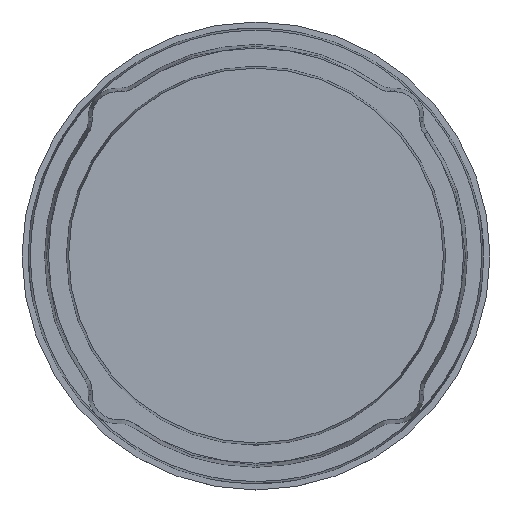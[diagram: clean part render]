
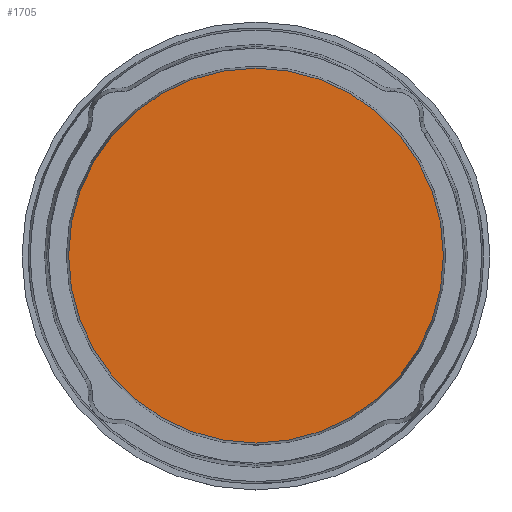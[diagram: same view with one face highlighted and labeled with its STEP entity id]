
A CAD part, top view. The second image highlights one B-rep face of the part: STEP entity #1705.
In plain terms, the highlighted planar face has unit normal (0, 0, 1).
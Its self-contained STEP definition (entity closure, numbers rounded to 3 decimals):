
#1642=CARTESIAN_POINT('',(27.833,0.,0.67));
#1643=VERTEX_POINT('',#1642);
#1644=CARTESIAN_POINT('',(0.,0.,0.67));
#1645=DIRECTION('',(0.0,0.0,1.0));
#1646=DIRECTION('',(1.0,0.0,0.0));
#1647=AXIS2_PLACEMENT_3D('',#1644,#1645,#1646);
#1648=CIRCLE('',#1647,27.833);
#1649=EDGE_CURVE('',#1643,#1643,#1648,.T.);
#1697=CARTESIAN_POINT('',(0.,0.,0.67));
#1698=DIRECTION('',(0.0,0.0,1.0));
#1699=DIRECTION('',(1.0,0.0,0.0));
#1700=AXIS2_PLACEMENT_3D('',#1697,#1698,#1699);
#1701=PLANE('',#1700);
#1702=ORIENTED_EDGE('',*,*,#1649,.T.);
#1703=EDGE_LOOP('',(#1702));
#1704=FACE_OUTER_BOUND('',#1703,.T.);
#1705=ADVANCED_FACE('',(#1704),#1701,.T.);
